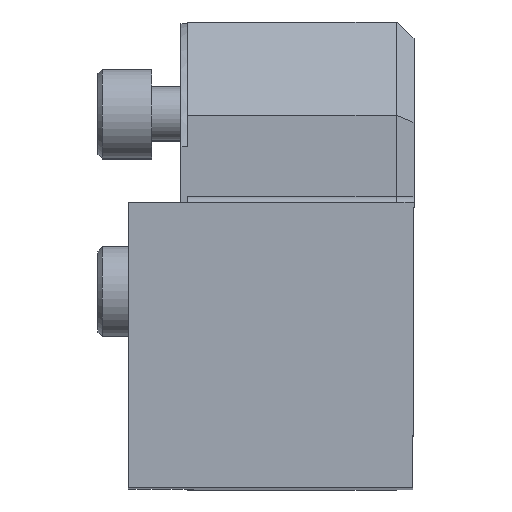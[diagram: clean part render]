
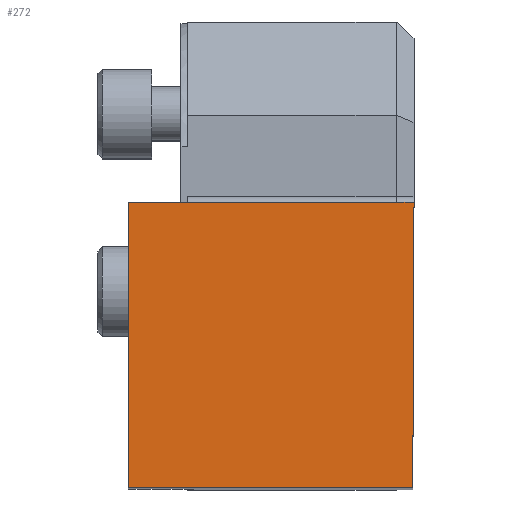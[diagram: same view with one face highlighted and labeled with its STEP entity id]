
A CAD part, top view. The second image highlights one B-rep face of the part: STEP entity #272.
In plain terms, the highlighted planar face has unit normal (0, 0, 1).
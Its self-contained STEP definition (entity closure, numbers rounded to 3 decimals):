
#272=ADVANCED_FACE('',(#378),#329,.T.);
#329=PLANE('',#1592);
#378=FACE_OUTER_BOUND('',#507,.T.);
#507=EDGE_LOOP('',(#902,#903,#904,#905));
#902=ORIENTED_EDGE('',*,*,#1039,.F.);
#903=ORIENTED_EDGE('',*,*,#1047,.F.);
#904=ORIENTED_EDGE('',*,*,#1056,.F.);
#905=ORIENTED_EDGE('',*,*,#1049,.F.);
#906=VERTEX_POINT('',#1987);
#908=VERTEX_POINT('',#1990);
#914=VERTEX_POINT('',#2004);
#916=VERTEX_POINT('',#2010);
#1039=EDGE_CURVE('',#906,#908,#1216,.T.);
#1047=EDGE_CURVE('',#914,#906,#1223,.T.);
#1049=EDGE_CURVE('',#908,#916,#1225,.T.);
#1056=EDGE_CURVE('',#916,#914,#1231,.T.);
#1216=LINE('',#1989,#1320);
#1223=LINE('',#2006,#1327);
#1225=LINE('',#2009,#1329);
#1231=LINE('',#2023,#1335);
#1320=VECTOR('',#1602,1.);
#1327=VECTOR('',#1613,1.);
#1329=VECTOR('',#1617,1.);
#1335=VECTOR('',#1627,1.);
#1592=AXIS2_PLACEMENT_3D('',#2462,#1977,#1978);
#1602=DIRECTION('',(1.,0.,0.));
#1613=DIRECTION('',(0.,1.,0.));
#1617=DIRECTION('',(-0.004,-1.,0.));
#1627=DIRECTION('',(-1.,0.,0.));
#1977=DIRECTION('',(0.,0.,1.));
#1978=DIRECTION('',(1.,0.,0.));
#1987=CARTESIAN_POINT('',(-31.85,31.85,0.));
#1989=CARTESIAN_POINT('',(-31.85,31.85,0.));
#1990=CARTESIAN_POINT('',(0.,31.85,0.));
#2004=CARTESIAN_POINT('',(-31.85,0.,0.));
#2006=CARTESIAN_POINT('',(-31.85,0.,0.));
#2009=CARTESIAN_POINT('',(0.,31.85,0.));
#2010=CARTESIAN_POINT('',(-0.139,0.,0.));
#2023=CARTESIAN_POINT('',(-0.139,0.,0.));
#2462=CARTESIAN_POINT('',(0.,0.,0.));
